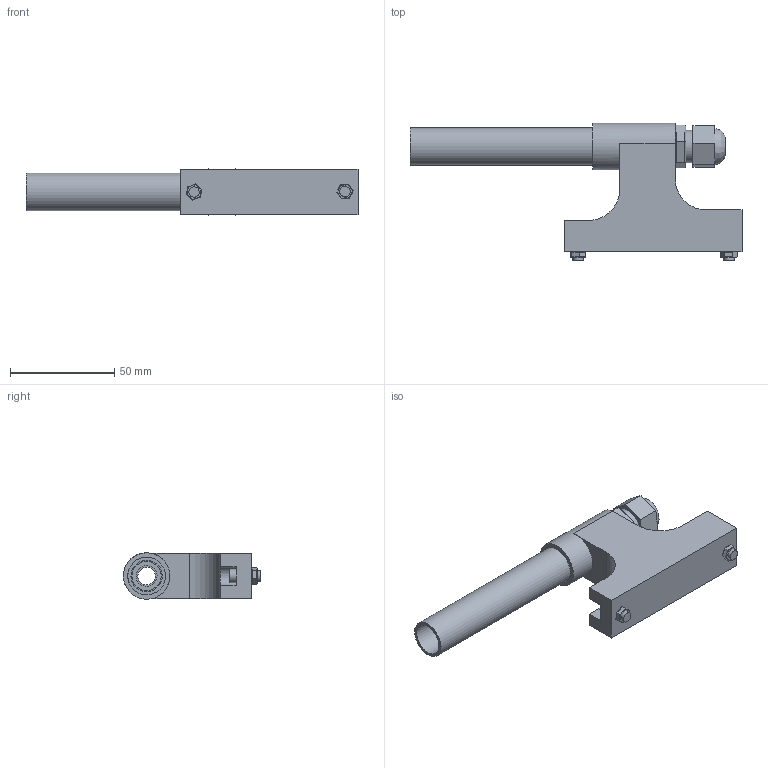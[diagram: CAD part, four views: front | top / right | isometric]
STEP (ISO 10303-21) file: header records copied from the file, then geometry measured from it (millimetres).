
FILE_DESCRIPTION((''),'2;1');
FILE_NAME('127230.stp','2019-10-01T14:23:55',('e.eickhoff'),(''),'Autodesk Inventor 2012','Autodesk Inventor 2012','');
FILE_SCHEMA(('AUTOMOTIVE_DESIGN { 1 0 10303 214 1 1 1 1 }'));
Length unit declared in the file: millimetre
Products named in the file (7): 127230; Grundteil; Metall Rohr; Mutter Plastik; Mutter Rund; Mutter; Schraube
Assembly tree (8 placements, depth 2):
  127230
    Grundteil
    Metall Rohr
    Mutter Plastik
    Mutter Rund
    Mutter  x2
    Schraube  x2
Bounding box: 159 x 65.67 x 22.23 mm (x, y, z)
Volume: 68523.2 mm3; surface area: 30437.2 mm2
Topology: 8 solids, 8 shells, 159 faces, 361 edges, 228 vertices
Faces by surface type: plane 90, cylinder 68, bspline 1
Full cylindrical faces by diameter (mm): 4.2 x2, 5 x2, 6 x2, 6.4 x2, 8.4 x1, 10 x1, 12.8 x1, 13.8 x1, 14 x2, 15 x2, 15.5 x1, 18 x2, 22.237 x1
Entity records: 3520 total; most frequent: CARTESIAN_POINT 581, DIRECTION 580, ORIENTED_EDGE 484, EDGE_CURVE 242, AXIS2_PLACEMENT_3D 208, VERTEX_POINT 164, VECTOR 164, LINE 164
